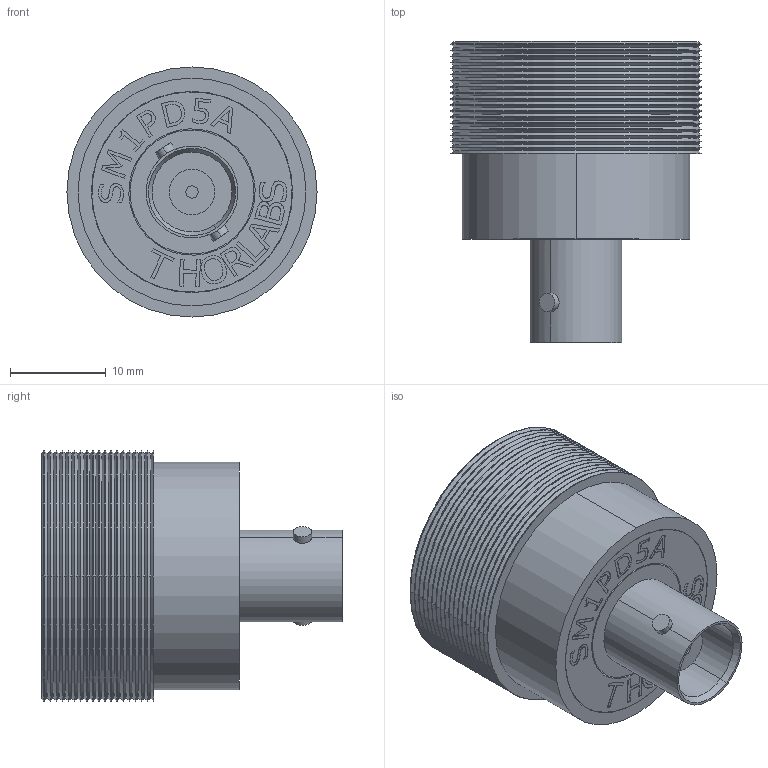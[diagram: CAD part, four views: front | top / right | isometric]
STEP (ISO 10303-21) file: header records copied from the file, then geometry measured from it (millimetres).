
FILE_DESCRIPTION (( 'STEP AP214' ), '1' );
FILE_NAME ('TTN011352-E0W.STEP', '2013-10-21T14:33:40', ( 'admin' ), ( '' ), 'SwSTEP 2.0', 'SolidWorks 2012', '' );
FILE_SCHEMA (( 'AUTOMOTIVE_DESIGN' ));
Length unit declared in the file: inch
Products named in the file (1): TTN011352-E0W
Bounding box: 26.11 x 31.43 x 26.11 mm (x, y, z)
Volume: 7365.1 mm3; surface area: 9544.4 mm2
Topology: 5 solids, 5 shells, 447 faces, 1148 edges, 748 vertices
Faces by surface type: plane 190, bspline 94, cylinder 83, cone 80
Entity records: 23359 total; most frequent: CARTESIAN_POINT 6978, ORIENTED_EDGE 2296, DIRECTION 1946, EDGE_CURVE 1148, VERTEX_POINT 748, VECTOR 674, LINE 674, AXIS2_PLACEMENT_3D 636
